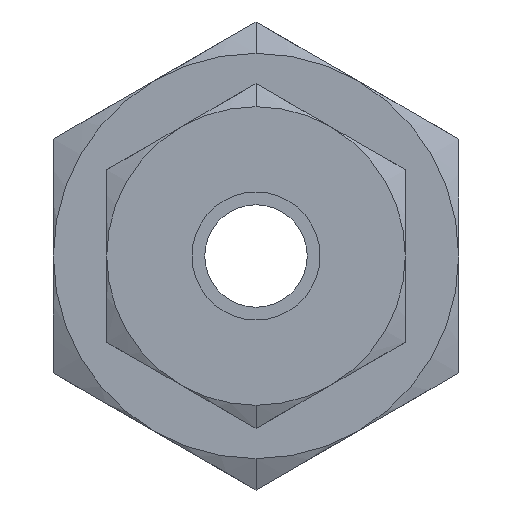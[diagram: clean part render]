
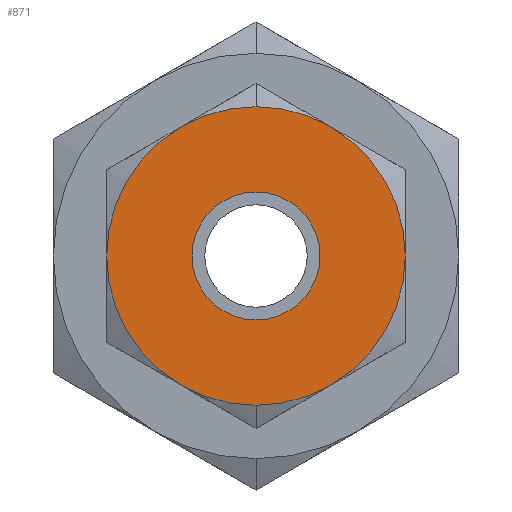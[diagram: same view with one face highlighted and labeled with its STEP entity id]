
A CAD part, left-side view. The second image highlights one B-rep face of the part: STEP entity #871.
In plain terms, the highlighted planar face has unit normal (-1, 0, 0).
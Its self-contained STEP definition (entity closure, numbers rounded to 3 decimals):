
#20 = CARTESIAN_POINT ( 'NONE',  ( 0., 0., 0. ) ) ;
#147 = CARTESIAN_POINT ( 'NONE',  ( 0., 0., 7. ) ) ;
#157 = CIRCLE ( 'NONE', #5441, 3. ) ;
#445 = ORIENTED_EDGE ( 'NONE', *, *, #4458, .T. ) ;
#563 = ORIENTED_EDGE ( 'NONE', *, *, #5691, .T. ) ;
#871 = ADVANCED_FACE ( 'NONE', ( #4198, #7013 ), #6380, .T. ) ;
#1470 = VERTEX_POINT ( 'NONE', #3314 ) ;
#1972 = DIRECTION ( 'NONE',  ( -1., 0., 0. ) ) ;
#2089 = DIRECTION ( 'NONE',  ( 0., 0., 1. ) ) ;
#2329 = DIRECTION ( 'NONE',  ( 0., 0., -1. ) ) ;
#2662 = EDGE_CURVE ( 'NONE', #5200, #5695, #7770, .T. ) ;
#3033 = CARTESIAN_POINT ( 'NONE',  ( 0., 0., 0. ) ) ;
#3083 = EDGE_LOOP ( 'NONE', ( #445, #563 ) ) ;
#3227 = AXIS2_PLACEMENT_3D ( 'NONE', #7105, #1972, #5621 ) ;
#3313 = ORIENTED_EDGE ( 'NONE', *, *, #6035, .F. ) ;
#3314 = CARTESIAN_POINT ( 'NONE',  ( 0., 0., -3. ) ) ;
#3451 = CIRCLE ( 'NONE', #3613, 3. ) ;
#3560 = DIRECTION ( 'NONE',  ( 1., 0., 0. ) ) ;
#3613 = AXIS2_PLACEMENT_3D ( 'NONE', #4626, #5346, #8178 ) ;
#4198 = FACE_BOUND ( 'NONE', #3083, .T. ) ;
#4458 = EDGE_CURVE ( 'NONE', #1470, #8204, #157, .T. ) ;
#4626 = CARTESIAN_POINT ( 'NONE',  ( 0., 0., 0. ) ) ;
#5200 = VERTEX_POINT ( 'NONE', #9319 ) ;
#5346 = DIRECTION ( 'NONE',  ( 1., 0., 0. ) ) ;
#5441 = AXIS2_PLACEMENT_3D ( 'NONE', #3033, #7421, #7472 ) ;
#5621 = DIRECTION ( 'NONE',  ( 0., 0., 1. ) ) ;
#5691 = EDGE_CURVE ( 'NONE', #8204, #1470, #3451, .T. ) ;
#5695 = VERTEX_POINT ( 'NONE', #147 ) ;
#5906 = CARTESIAN_POINT ( 'NONE',  ( 0., 0., 3. ) ) ;
#6035 = EDGE_CURVE ( 'NONE', #5695, #5200, #7881, .T. ) ;
#6145 = EDGE_LOOP ( 'NONE', ( #3313, #7515 ) ) ;
#6380 = PLANE ( 'NONE',  #3227 ) ;
#7013 = FACE_OUTER_BOUND ( 'NONE', #6145, .T. ) ;
#7105 = CARTESIAN_POINT ( 'NONE',  ( 0., 0., 3.5 ) ) ;
#7160 = AXIS2_PLACEMENT_3D ( 'NONE', #8241, #8859, #2329 ) ;
#7421 = DIRECTION ( 'NONE',  ( 1., 0., 0. ) ) ;
#7472 = DIRECTION ( 'NONE',  ( 0., 0., -1. ) ) ;
#7515 = ORIENTED_EDGE ( 'NONE', *, *, #2662, .F. ) ;
#7770 = CIRCLE ( 'NONE', #7160, 7. ) ;
#7881 = CIRCLE ( 'NONE', #8189, 7. ) ;
#8178 = DIRECTION ( 'NONE',  ( 0., 0., 1. ) ) ;
#8189 = AXIS2_PLACEMENT_3D ( 'NONE', #20, #3560, #2089 ) ;
#8204 = VERTEX_POINT ( 'NONE', #5906 ) ;
#8241 = CARTESIAN_POINT ( 'NONE',  ( 0., 0., 0. ) ) ;
#8859 = DIRECTION ( 'NONE',  ( 1., 0., 0. ) ) ;
#9319 = CARTESIAN_POINT ( 'NONE',  ( 0., 0., -7. ) ) ;
